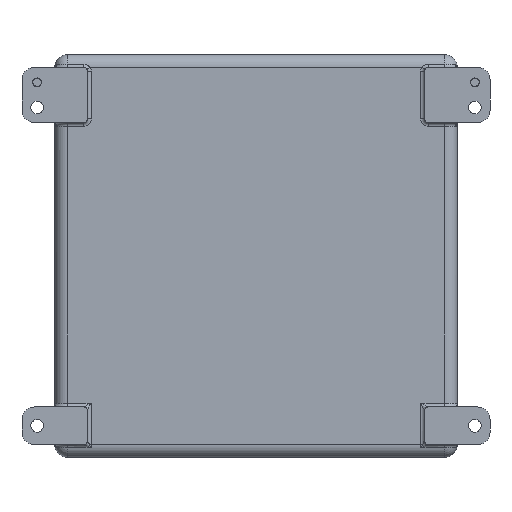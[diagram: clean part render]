
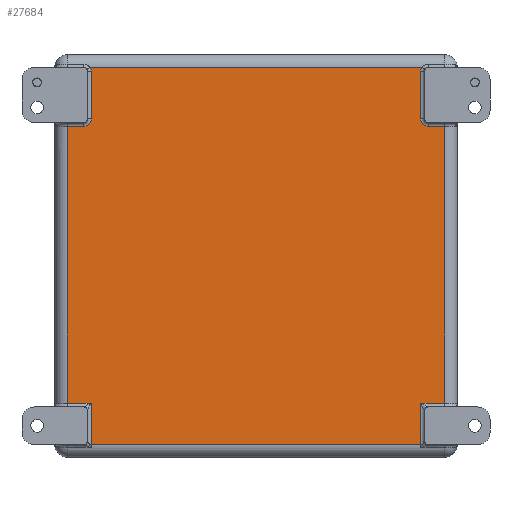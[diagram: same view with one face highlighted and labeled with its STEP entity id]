
A CAD part, front view. The second image highlights one B-rep face of the part: STEP entity #27684.
In plain terms, the highlighted planar face has unit normal (0, -1, 0).
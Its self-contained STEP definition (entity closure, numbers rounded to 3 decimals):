
#216 = VECTOR ( 'NONE', #14546, 1000. ) ;
#377 = CARTESIAN_POINT ( 'NONE',  ( -150., 0., 131. ) ) ;
#587 = EDGE_CURVE ( 'NONE', #4433, #12490, #22703, .T. ) ;
#586 = LINE ( 'NONE', #9295, #12351 ) ;
#734 = LINE ( 'NONE', #21054, #72583 ) ;
#2165 = VERTEX_POINT ( 'NONE', #73203 ) ;
#3138 = EDGE_CURVE ( 'NONE', #21762, #58426, #41529, .T. ) ;
#3924 = ORIENTED_EDGE ( 'NONE', *, *, #50011, .T. ) ;
#4433 = VERTEX_POINT ( 'NONE', #4610 ) ;
#4497 = DIRECTION ( 'NONE',  ( -1., 0., 0. ) ) ;
#4549 = CARTESIAN_POINT ( 'NONE',  ( 147., 0., -131. ) ) ;
#4560 = CARTESIAN_POINT ( 'NONE',  ( 103., 0., 137. ) ) ;
#4608 = AXIS2_PLACEMENT_3D ( 'NONE', #26577, #50002, #72824 ) ;
#4610 = CARTESIAN_POINT ( 'NONE',  ( 103., 0., -150. ) ) ;
#4648 = DIRECTION ( 'NONE',  ( -1., 0., 0. ) ) ;
#6467 = EDGE_CURVE ( 'NONE', #66521, #12490, #57369, .T. ) ;
#7051 = DIRECTION ( 'NONE',  ( 0., 0., 1. ) ) ;
#7599 = AXIS2_PLACEMENT_3D ( 'NONE', #40488, #68680, #63105 ) ;
#8393 = LINE ( 'NONE', #43778, #216 ) ;
#8839 = ORIENTED_EDGE ( 'NONE', *, *, #40468, .T. ) ;
#9295 = CARTESIAN_POINT ( 'NONE',  ( 150., 0., 160. ) ) ;
#9305 = LINE ( 'NONE', #51812, #59332 ) ;
#10584 = VERTEX_POINT ( 'NONE', #30008 ) ;
#10950 = VECTOR ( 'NONE', #24693, 1000. ) ;
#11393 = DIRECTION ( 'NONE',  ( 0., 0., -1. ) ) ;
#11580 = DIRECTION ( 'NONE',  ( 0., 0., -1. ) ) ;
#12351 = VECTOR ( 'NONE', #60428, 1000. ) ;
#12490 = VERTEX_POINT ( 'NONE', #28328 ) ;
#14546 = DIRECTION ( 'NONE',  ( 1., 0., 0. ) ) ;
#14579 = EDGE_CURVE ( 'NONE', #47184, #62470, #58454, .T. ) ;
#14690 = VERTEX_POINT ( 'NONE', #68955 ) ;
#15385 = AXIS2_PLACEMENT_3D ( 'NONE', #19130, #43341, #59596 ) ;
#15697 = VERTEX_POINT ( 'NONE', #29853 ) ;
#16858 = CARTESIAN_POINT ( 'NONE',  ( -160., 0., -131. ) ) ;
#16893 = CARTESIAN_POINT ( 'NONE',  ( -160., 0., -131. ) ) ;
#17109 = DIRECTION ( 'NONE',  ( 0., 0., 1. ) ) ;
#17110 = VERTEX_POINT ( 'NONE', #68746 ) ;
#17411 = CARTESIAN_POINT ( 'NONE',  ( -117., 0., 160. ) ) ;
#18885 = PLANE ( 'NONE',  #15385 ) ;
#19130 = CARTESIAN_POINT ( 'NONE',  ( -160., 0., 160. ) ) ;
#19898 = ORIENTED_EDGE ( 'NONE', *, *, #27227, .T. ) ;
#20397 = EDGE_CURVE ( 'NONE', #31589, #21762, #734, .T. ) ;
#21054 = CARTESIAN_POINT ( 'NONE',  ( -150., 0., 160. ) ) ;
#21220 = ORIENTED_EDGE ( 'NONE', *, *, #587, .T. ) ;
#21762 = VERTEX_POINT ( 'NONE', #65616 ) ;
#21902 = LINE ( 'NONE', #35088, #10950 ) ;
#22569 = DIRECTION ( 'NONE',  ( 0., 0., 1. ) ) ;
#22703 = LINE ( 'NONE', #26516, #69047 ) ;
#23061 = ORIENTED_EDGE ( 'NONE', *, *, #74633, .T. ) ;
#23144 = CARTESIAN_POINT ( 'NONE',  ( 150., 0., -131.804 ) ) ;
#24222 = VECTOR ( 'NONE', #52222, 1000. ) ;
#24491 = VERTEX_POINT ( 'NONE', #56298 ) ;
#24693 = DIRECTION ( 'NONE',  ( -1., 0., 0. ) ) ;
#26109 = EDGE_CURVE ( 'NONE', #2165, #4433, #8393, .T. ) ;
#26516 = CARTESIAN_POINT ( 'NONE',  ( 103., 0., -134. ) ) ;
#26577 = CARTESIAN_POINT ( 'NONE',  ( 147., 0., -137. ) ) ;
#26744 = AXIS2_PLACEMENT_3D ( 'NONE', #63724, #40603, #22569 ) ;
#27227 = EDGE_CURVE ( 'NONE', #30293, #17110, #21902, .T. ) ;
#27253 = LINE ( 'NONE', #34734, #72759 ) ;
#27338 = ORIENTED_EDGE ( 'NONE', *, *, #67723, .T. ) ;
#27684 = ADVANCED_FACE ( 'NONE', ( #74576 ), #18885, .F. ) ;
#28280 = DIRECTION ( 'NONE',  ( 1., 0., 0. ) ) ;
#28308 = ORIENTED_EDGE ( 'NONE', *, *, #3138, .T. ) ;
#28328 = CARTESIAN_POINT ( 'NONE',  ( 103., 0., -137. ) ) ;
#29152 = ORIENTED_EDGE ( 'NONE', *, *, #72988, .F. ) ;
#29853 = CARTESIAN_POINT ( 'NONE',  ( 150., 0., 131.804 ) ) ;
#30008 = CARTESIAN_POINT ( 'NONE',  ( 147., 0., 131. ) ) ;
#30293 = VERTEX_POINT ( 'NONE', #35257 ) ;
#30414 = CIRCLE ( 'NONE', #70570, 6. ) ;
#31043 = LINE ( 'NONE', #40248, #62815 ) ;
#31589 = VERTEX_POINT ( 'NONE', #377 ) ;
#34612 = CARTESIAN_POINT ( 'NONE',  ( 103., 0., 160. ) ) ;
#34734 = CARTESIAN_POINT ( 'NONE',  ( -117., 0., -150. ) ) ;
#35088 = CARTESIAN_POINT ( 'NONE',  ( -160., 0., 150. ) ) ;
#35257 = CARTESIAN_POINT ( 'NONE',  ( 103., 0., 150. ) ) ;
#36381 = ORIENTED_EDGE ( 'NONE', *, *, #20397, .T. ) ;
#40040 = VECTOR ( 'NONE', #17109, 1000. ) ;
#40248 = CARTESIAN_POINT ( 'NONE',  ( -160., 0., 131. ) ) ;
#40468 = EDGE_CURVE ( 'NONE', #15697, #10584, #54594, .T. ) ;
#40488 = CARTESIAN_POINT ( 'NONE',  ( 109., 0., -137. ) ) ;
#40603 = DIRECTION ( 'NONE',  ( 0., 1., 0. ) ) ;
#40861 = VECTOR ( 'NONE', #11580, 1000. ) ;
#41260 = ORIENTED_EDGE ( 'NONE', *, *, #6467, .F. ) ;
#41529 = LINE ( 'NONE', #16858, #59696 ) ;
#41682 = DIRECTION ( 'NONE',  ( 0., -1., 0. ) ) ;
#43341 = DIRECTION ( 'NONE',  ( 0., 1., 0. ) ) ;
#43778 = CARTESIAN_POINT ( 'NONE',  ( -160., 0., -150. ) ) ;
#44693 = DIRECTION ( 'NONE',  ( 0., 0., -1. ) ) ;
#45048 = ORIENTED_EDGE ( 'NONE', *, *, #61944, .T. ) ;
#47184 = VERTEX_POINT ( 'NONE', #4549 ) ;
#48094 = EDGE_CURVE ( 'NONE', #10584, #14690, #31043, .T. ) ;
#48825 = LINE ( 'NONE', #16893, #24222 ) ;
#49541 = ORIENTED_EDGE ( 'NONE', *, *, #26109, .T. ) ;
#50002 = DIRECTION ( 'NONE',  ( 0., 1., 0. ) ) ;
#50011 = EDGE_CURVE ( 'NONE', #17110, #24491, #56370, .T. ) ;
#51812 = CARTESIAN_POINT ( 'NONE',  ( -160., 0., 131. ) ) ;
#52027 = EDGE_CURVE ( 'NONE', #62470, #15697, #586, .T. ) ;
#52222 = DIRECTION ( 'NONE',  ( 1., 0., 0. ) ) ;
#54096 = ORIENTED_EDGE ( 'NONE', *, *, #66648, .T. ) ;
#54167 = CARTESIAN_POINT ( 'NONE',  ( 109., 0., 137. ) ) ;
#54594 = CIRCLE ( 'NONE', #26744, 6. ) ;
#56298 = CARTESIAN_POINT ( 'NONE',  ( -117., 0., 131. ) ) ;
#56370 = LINE ( 'NONE', #17411, #40861 ) ;
#56651 = ORIENTED_EDGE ( 'NONE', *, *, #48094, .T. ) ;
#57369 = CIRCLE ( 'NONE', #7599, 6. ) ;
#58426 = VERTEX_POINT ( 'NONE', #74283 ) ;
#58454 = CIRCLE ( 'NONE', #4608, 6. ) ;
#59332 = VECTOR ( 'NONE', #4497, 1000. ) ;
#59596 = DIRECTION ( 'NONE',  ( 0., 0., 1. ) ) ;
#59696 = VECTOR ( 'NONE', #28280, 1000. ) ;
#60428 = DIRECTION ( 'NONE',  ( 0., 0., 1. ) ) ;
#61269 = ORIENTED_EDGE ( 'NONE', *, *, #52027, .T. ) ;
#61944 = EDGE_CURVE ( 'NONE', #66521, #47184, #48825, .T. ) ;
#62470 = VERTEX_POINT ( 'NONE', #23144 ) ;
#62815 = VECTOR ( 'NONE', #4648, 1000. ) ;
#63105 = DIRECTION ( 'NONE',  ( 0., 0., 1. ) ) ;
#63724 = CARTESIAN_POINT ( 'NONE',  ( 147., 0., 137. ) ) ;
#65616 = CARTESIAN_POINT ( 'NONE',  ( -150., 0., -131. ) ) ;
#66073 = ORIENTED_EDGE ( 'NONE', *, *, #14579, .T. ) ;
#66521 = VERTEX_POINT ( 'NONE', #73169 ) ;
#66648 = EDGE_CURVE ( 'NONE', #58426, #2165, #27253, .T. ) ;
#67184 = DIRECTION ( 'NONE',  ( 0., 0., 1. ) ) ;
#67679 = EDGE_LOOP ( 'NONE', ( #28308, #54096, #49541, #21220, #41260, #45048, #66073, #61269, #8839, #56651, #29152, #27338, #19898, #3924, #23061, #36381 ) ) ;
#67723 = EDGE_CURVE ( 'NONE', #74298, #30293, #74564, .T. ) ;
#68680 = DIRECTION ( 'NONE',  ( 0., -1., 0. ) ) ;
#68746 = CARTESIAN_POINT ( 'NONE',  ( -117., 0., 150. ) ) ;
#68955 = CARTESIAN_POINT ( 'NONE',  ( 109., 0., 131. ) ) ;
#69047 = VECTOR ( 'NONE', #67184, 1000. ) ;
#70570 = AXIS2_PLACEMENT_3D ( 'NONE', #54167, #41682, #7051 ) ;
#72583 = VECTOR ( 'NONE', #44693, 1000. ) ;
#72759 = VECTOR ( 'NONE', #11393, 1000. ) ;
#72824 = DIRECTION ( 'NONE',  ( 0., 0., 1. ) ) ;
#72988 = EDGE_CURVE ( 'NONE', #74298, #14690, #30414, .T. ) ;
#73169 = CARTESIAN_POINT ( 'NONE',  ( 109., 0., -131. ) ) ;
#73203 = CARTESIAN_POINT ( 'NONE',  ( -117., 0., -150. ) ) ;
#74283 = CARTESIAN_POINT ( 'NONE',  ( -117., 0., -131. ) ) ;
#74298 = VERTEX_POINT ( 'NONE', #4560 ) ;
#74564 = LINE ( 'NONE', #34612, #40040 ) ;
#74576 = FACE_OUTER_BOUND ( 'NONE', #67679, .T. ) ;
#74633 = EDGE_CURVE ( 'NONE', #24491, #31589, #9305, .T. ) ;
